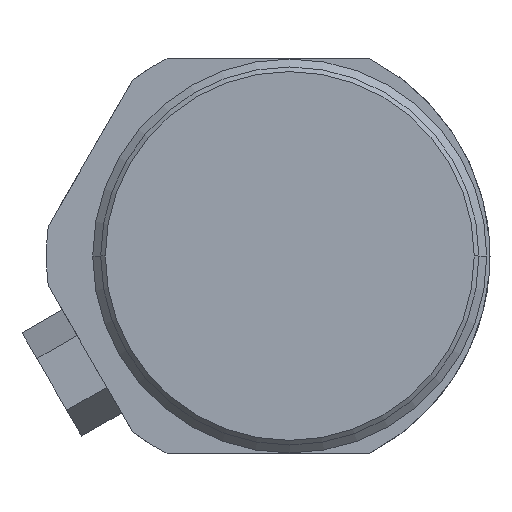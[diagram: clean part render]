
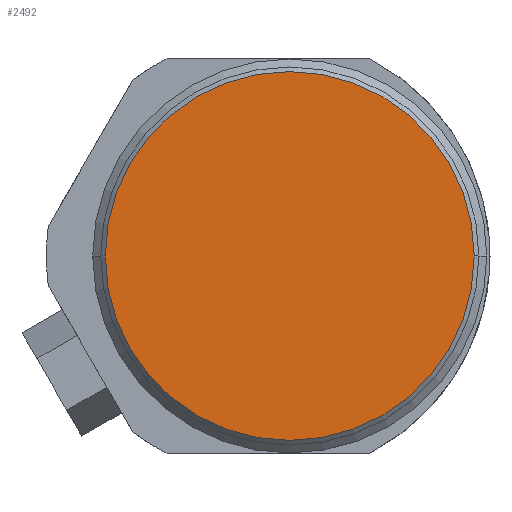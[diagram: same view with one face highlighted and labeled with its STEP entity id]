
A CAD part, left-side view. The second image highlights one B-rep face of the part: STEP entity #2492.
In plain terms, the highlighted planar face has unit normal (-1, 0, 0).
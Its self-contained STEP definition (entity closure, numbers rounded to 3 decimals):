
#647=CARTESIAN_POINT('',(-115.468,-3.556,0.));
#648=DIRECTION('',(-1.,0.,0.));
#649=DIRECTION('',(0.,1.,0.));
#650=AXIS2_PLACEMENT_3D('',#647,#648,#649);
#677=CARTESIAN_POINT('',(-115.468,-3.556,0.));
#678=DIRECTION('',(1.,0.,0.));
#679=DIRECTION('',(0.,1.,0.));
#680=AXIS2_PLACEMENT_3D('',#677,#678,#679);
#1843=CARTESIAN_POINT('',(-115.468,26.797,0.));
#1844=CARTESIAN_POINT('',(-115.468,-33.909,0.));
#1845=VERTEX_POINT('',#1843);
#1846=VERTEX_POINT('',#1844);
#2482=CARTESIAN_POINT('',(-115.468,0.,0.));
#2483=DIRECTION('',(1.,0.,0.));
#2484=DIRECTION('',(0.,0.,-1.));
#2485=AXIS2_PLACEMENT_3D('',#2482,#2483,#2484);
#2486=PLANE('',#2485);
#2487=ORIENTED_EDGE('',*,*,#2472,.F.);
#2489=ORIENTED_EDGE('',*,*,#2488,.T.);
#2490=EDGE_LOOP('',(#2487,#2489));
#2491=FACE_OUTER_BOUND('',#2490,.F.);
#651=CIRCLE('',#650,30.353);
#681=CIRCLE('',#680,30.353);
#2472=EDGE_CURVE('',#1845,#1846,#651,.T.);
#2488=EDGE_CURVE('',#1845,#1846,#681,.T.);
#2492=ADVANCED_FACE('',(#2491),#2486,.F.);
